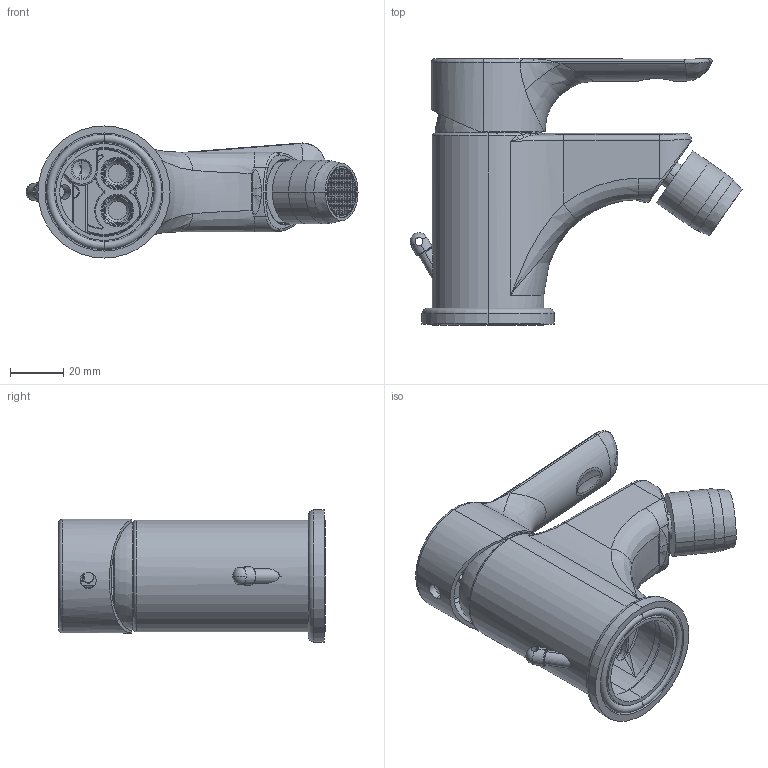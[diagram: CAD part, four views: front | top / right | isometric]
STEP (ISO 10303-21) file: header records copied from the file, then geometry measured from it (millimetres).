
FILE_DESCRIPTION (( 'STEP AP214' ), '1' );
FILE_NAME ('15 710 150 BIDE ECO PRIME.STEP', '2020-01-08T11:00:29', ( '' ), ( '' ), 'SwSTEP 2.0', 'SolidWorks 2016', '' );
FILE_SCHEMA (( 'AUTOMOTIVE_DESIGN' ));
Length unit declared in the file: millimetre
Products named in the file (13): EMBELLECEDOR. 035 ABS CROMO PRESIÓN REBAJADO; PEANA HILBAR 91_-01; PORTACADENAS. PVC CROMO 5.5mm_ESPIGUILLA; 1649 POSTIZO GRB PARA CONVERSOR CARTUCHO LATÓN_-CON JUNTA; 1871 MECANIZADO BIDÉ PRIME 2016 CON POSTIZO_-05; ROTULA M24x1 RECTA; AIREADOR HEMBRA CON FILTRO; 1859 TUERCA APRETACARTUCHOS M38x150 PROJECT_-03; socket set screw cone point_din_DIN 914 - M5 x 6-S; CARTUCHO 35 CITEC SALIDA ABIERTA CORTO; 15 710 150 BIDE ECO PRIME; 1648 POSTIZO GRB PARA CONVERSOR CARTUCHO ABS_-CON JUNTA; 3136 MANETA NEW TENDER_-01
Assembly tree (12 placements, depth 2):
  15 710 150 BIDE ECO PRIME
    1871 MECANIZADO BIDÉ PRIME 2016 CON POSTIZO_-05
    CARTUCHO 35 CITEC SALIDA ABIERTA CORTO
    1648 POSTIZO GRB PARA CONVERSOR CARTUCHO ABS_-CON JUNTA
    1859 TUERCA APRETACARTUCHOS M38x150 PROJECT_-03
    socket set screw cone point_din_DIN 914 - M5 x 6-S
    PORTACADENAS. PVC CROMO 5.5mm_ESPIGUILLA
    AIREADOR HEMBRA CON FILTRO
    ROTULA M24x1 RECTA
    1649 POSTIZO GRB PARA CONVERSOR CARTUCHO LATÓN_-CON JUNTA
    PEANA HILBAR 91_-01
    EMBELLECEDOR. 035 ABS CROMO PRESIÓN REBAJADO
    3136 MANETA NEW TENDER_-01
Bounding box: 125.17 x 100.58 x 49.8 mm (x, y, z)
Volume: 133877.1 mm3; surface area: 88221 mm2
Topology: 26 solids, 26 shells, 4841 faces, 13654 edges, 8772 vertices
Faces by surface type: plane 3459, cylinder 684, torus 386, bspline 133, cone 129, sphere 50
Entity records: 210379 total; most frequent: CARTESIAN_POINT 42420, ORIENTED_EDGE 27174, DIRECTION 22645, EDGE_CURVE 13587, VERTEX_POINT 8772, LINE 7933, VECTOR 7933, AXIS2_PLACEMENT_3D 7356
